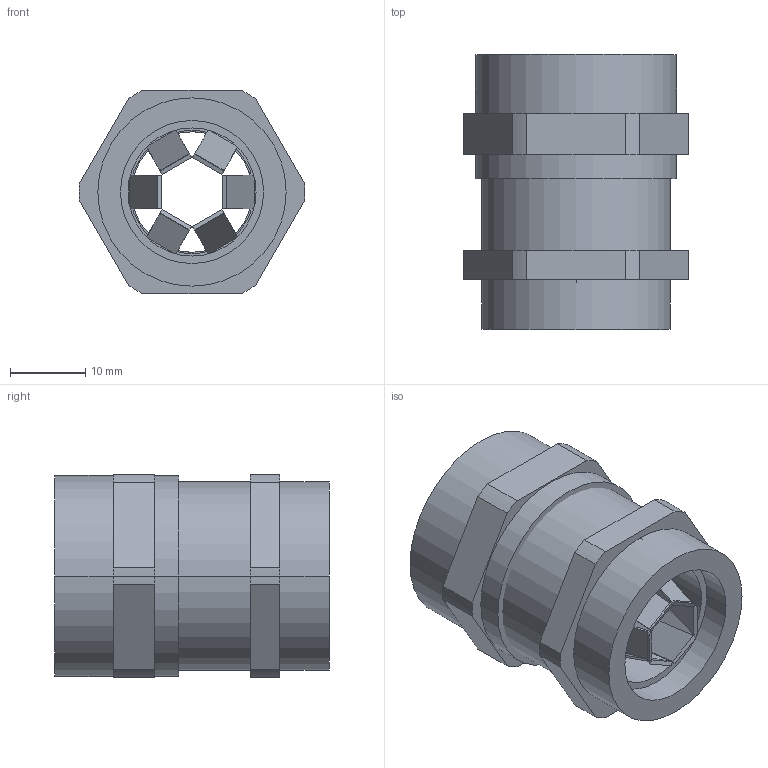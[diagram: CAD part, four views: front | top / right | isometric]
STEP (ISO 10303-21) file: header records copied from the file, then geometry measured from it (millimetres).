
FILE_DESCRIPTION (( 'STEP AP214' ), '1' );
FILE_NAME ('2086173.stp', '2017-01-18T07:00:57', ( '' ), ( '' ), 'SwSTEP 2.0', 'SolidWorks 2016', '' );
FILE_SCHEMA (( 'AUTOMOTIVE_DESIGN' ));
Length unit declared in the file: millimetre
Products named in the file (7): 2086173; 011344_M25 2086173; EV743_M25; 012463_M25 2086173; 012464_M25 2086173; 012462_M25 2086173; 012461_M25 2083173
Assembly tree (6 placements, depth 2):
  2086173
    012461_M25 2083173
    012462_M25 2086173
    012464_M25 2086173
    012463_M25 2086173
    EV743_M25
    011344_M25 2086173
Bounding box: 30 x 36.5 x 27 mm (x, y, z)
Volume: 11369.1 mm3; surface area: 13241.6 mm2
Topology: 6 solids, 6 shells, 210 faces, 566 edges, 372 vertices
Faces by surface type: plane 148, cylinder 46, cone 12, torus 4
Entity records: 7022 total; most frequent: CARTESIAN_POINT 1373, ORIENTED_EDGE 1132, DIRECTION 1128, EDGE_CURVE 566, AXIS2_PLACEMENT_3D 415, VERTEX_POINT 372, VECTOR 298, LINE 298
